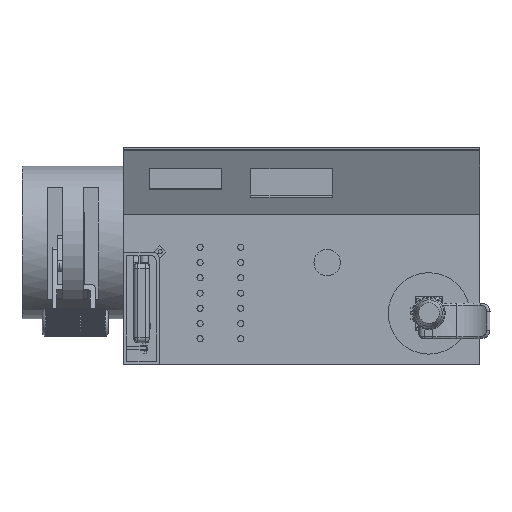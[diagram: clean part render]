
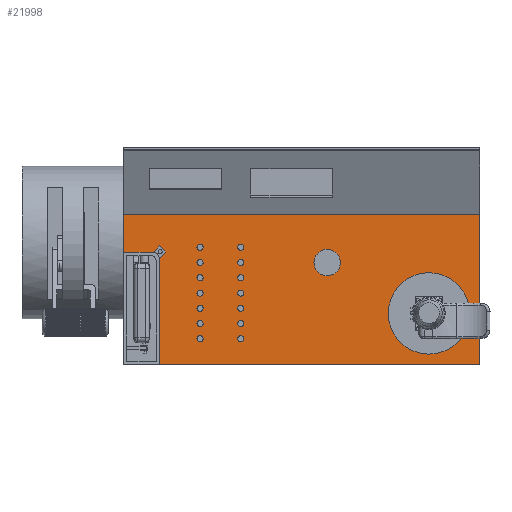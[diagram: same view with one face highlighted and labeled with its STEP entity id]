
A CAD part, top view. The second image highlights one B-rep face of the part: STEP entity #21998.
In plain terms, the highlighted planar face has unit normal (0, 0, 1).
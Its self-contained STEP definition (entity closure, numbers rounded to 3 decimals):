
#951=FACE_BOUND('',#4753,.T.);
#952=FACE_BOUND('',#4754,.T.);
#953=FACE_BOUND('',#4755,.T.);
#954=FACE_BOUND('',#4756,.T.);
#955=FACE_BOUND('',#4757,.T.);
#956=FACE_BOUND('',#4758,.T.);
#957=FACE_BOUND('',#4759,.T.);
#958=FACE_BOUND('',#4760,.T.);
#959=FACE_BOUND('',#4761,.T.);
#960=FACE_BOUND('',#4762,.T.);
#961=FACE_BOUND('',#4763,.T.);
#962=FACE_BOUND('',#4764,.T.);
#963=FACE_BOUND('',#4765,.T.);
#964=FACE_BOUND('',#4766,.T.);
#965=FACE_BOUND('',#4767,.T.);
#966=FACE_BOUND('',#4768,.T.);
#967=FACE_BOUND('',#4769,.T.);
#2205=PLANE('',#24052);
#3397=FACE_OUTER_BOUND('',#4752,.T.);
#4752=EDGE_LOOP('',(#20239,#20240,#20241,#20242,#20243,#20244,#20245));
#4753=EDGE_LOOP('',(#20246));
#4754=EDGE_LOOP('',(#20247));
#4755=EDGE_LOOP('',(#20248));
#4756=EDGE_LOOP('',(#20249));
#4757=EDGE_LOOP('',(#20250));
#4758=EDGE_LOOP('',(#20251));
#4759=EDGE_LOOP('',(#20252));
#4760=EDGE_LOOP('',(#20253));
#4761=EDGE_LOOP('',(#20254));
#4762=EDGE_LOOP('',(#20255));
#4763=EDGE_LOOP('',(#20256));
#4764=EDGE_LOOP('',(#20257));
#4765=EDGE_LOOP('',(#20258));
#4766=EDGE_LOOP('',(#20259));
#4767=EDGE_LOOP('',(#20260));
#4768=EDGE_LOOP('',(#20261));
#4769=EDGE_LOOP('',(#20262));
#6574=LINE('',#47228,#8415);
#6578=LINE('',#47240,#8419);
#6581=LINE('',#47246,#8422);
#6584=LINE('',#47252,#8425);
#6587=LINE('',#47258,#8428);
#6590=LINE('',#47262,#8431);
#8415=VECTOR('',#29286,10.);
#8419=VECTOR('',#29298,10.);
#8422=VECTOR('',#29303,10.);
#8425=VECTOR('',#29308,10.);
#8428=VECTOR('',#29313,10.);
#8431=VECTOR('',#29318,10.);
#9101=CIRCLE('',#23993,3.);
#9103=CIRCLE('',#23996,3.);
#9105=CIRCLE('',#23999,3.);
#9107=CIRCLE('',#24002,3.);
#9109=CIRCLE('',#24005,3.);
#9111=CIRCLE('',#24008,3.);
#9113=CIRCLE('',#24011,2.);
#9115=CIRCLE('',#24014,3.);
#9117=CIRCLE('',#24017,13.);
#9119=CIRCLE('',#24020,3.);
#9121=CIRCLE('',#24023,3.);
#9123=CIRCLE('',#24026,40.);
#9125=CIRCLE('',#24029,3.);
#9127=CIRCLE('',#24032,3.);
#9129=CIRCLE('',#24035,3.);
#9131=CIRCLE('',#24038,3.);
#9133=CIRCLE('',#24041,3.);
#9136=CIRCLE('',#24046,6.);
#11030=VERTEX_POINT('',#47120);
#11032=VERTEX_POINT('',#47126);
#11034=VERTEX_POINT('',#47132);
#11036=VERTEX_POINT('',#47138);
#11038=VERTEX_POINT('',#47144);
#11040=VERTEX_POINT('',#47150);
#11042=VERTEX_POINT('',#47156);
#11044=VERTEX_POINT('',#47162);
#11046=VERTEX_POINT('',#47168);
#11048=VERTEX_POINT('',#47174);
#11050=VERTEX_POINT('',#47180);
#11052=VERTEX_POINT('',#47186);
#11054=VERTEX_POINT('',#47192);
#11056=VERTEX_POINT('',#47198);
#11058=VERTEX_POINT('',#47204);
#11060=VERTEX_POINT('',#47210);
#11062=VERTEX_POINT('',#47216);
#11066=VERTEX_POINT('',#47225);
#11067=VERTEX_POINT('',#47227);
#11069=VERTEX_POINT('',#47233);
#11071=VERTEX_POINT('',#47239);
#11073=VERTEX_POINT('',#47245);
#11075=VERTEX_POINT('',#47251);
#11077=VERTEX_POINT('',#47257);
#14088=EDGE_CURVE('',#11030,#11030,#9101,.T.);
#14091=EDGE_CURVE('',#11032,#11032,#9103,.T.);
#14094=EDGE_CURVE('',#11034,#11034,#9105,.T.);
#14097=EDGE_CURVE('',#11036,#11036,#9107,.T.);
#14100=EDGE_CURVE('',#11038,#11038,#9109,.T.);
#14103=EDGE_CURVE('',#11040,#11040,#9111,.T.);
#14106=EDGE_CURVE('',#11042,#11042,#9113,.T.);
#14109=EDGE_CURVE('',#11044,#11044,#9115,.T.);
#14112=EDGE_CURVE('',#11046,#11046,#9117,.T.);
#14115=EDGE_CURVE('',#11048,#11048,#9119,.T.);
#14118=EDGE_CURVE('',#11050,#11050,#9121,.T.);
#14121=EDGE_CURVE('',#11052,#11052,#9123,.T.);
#14124=EDGE_CURVE('',#11054,#11054,#9125,.T.);
#14127=EDGE_CURVE('',#11056,#11056,#9127,.T.);
#14130=EDGE_CURVE('',#11058,#11058,#9129,.T.);
#14133=EDGE_CURVE('',#11060,#11060,#9131,.T.);
#14136=EDGE_CURVE('',#11062,#11062,#9133,.T.);
#14141=EDGE_CURVE('',#11067,#11066,#6574,.T.);
#14144=EDGE_CURVE('',#11069,#11067,#9136,.T.);
#14147=EDGE_CURVE('',#11071,#11069,#6578,.T.);
#14150=EDGE_CURVE('',#11073,#11071,#6581,.T.);
#14153=EDGE_CURVE('',#11075,#11073,#6584,.T.);
#14156=EDGE_CURVE('',#11077,#11075,#6587,.T.);
#14159=EDGE_CURVE('',#11066,#11077,#6590,.T.);
#20239=ORIENTED_EDGE('',*,*,#14159,.T.);
#20240=ORIENTED_EDGE('',*,*,#14156,.T.);
#20241=ORIENTED_EDGE('',*,*,#14153,.T.);
#20242=ORIENTED_EDGE('',*,*,#14150,.T.);
#20243=ORIENTED_EDGE('',*,*,#14147,.T.);
#20244=ORIENTED_EDGE('',*,*,#14144,.T.);
#20245=ORIENTED_EDGE('',*,*,#14141,.T.);
#20246=ORIENTED_EDGE('',*,*,#14136,.T.);
#20247=ORIENTED_EDGE('',*,*,#14133,.T.);
#20248=ORIENTED_EDGE('',*,*,#14130,.T.);
#20249=ORIENTED_EDGE('',*,*,#14127,.T.);
#20250=ORIENTED_EDGE('',*,*,#14124,.T.);
#20251=ORIENTED_EDGE('',*,*,#14121,.T.);
#20252=ORIENTED_EDGE('',*,*,#14118,.T.);
#20253=ORIENTED_EDGE('',*,*,#14115,.T.);
#20254=ORIENTED_EDGE('',*,*,#14112,.T.);
#20255=ORIENTED_EDGE('',*,*,#14109,.T.);
#20256=ORIENTED_EDGE('',*,*,#14106,.T.);
#20257=ORIENTED_EDGE('',*,*,#14103,.T.);
#20258=ORIENTED_EDGE('',*,*,#14100,.T.);
#20259=ORIENTED_EDGE('',*,*,#14097,.T.);
#20260=ORIENTED_EDGE('',*,*,#14094,.T.);
#20261=ORIENTED_EDGE('',*,*,#14091,.T.);
#20262=ORIENTED_EDGE('',*,*,#14088,.T.);
#21998=ADVANCED_FACE('',(#3397,#951,#952,#953,#954,#955,#956,#957,#958,
#959,#960,#961,#962,#963,#964,#965,#966,#967),#2205,.T.);
#23993=AXIS2_PLACEMENT_3D('',#47121,#29165,#29166);
#23996=AXIS2_PLACEMENT_3D('',#47127,#29172,#29173);
#23999=AXIS2_PLACEMENT_3D('',#47133,#29179,#29180);
#24002=AXIS2_PLACEMENT_3D('',#47139,#29186,#29187);
#24005=AXIS2_PLACEMENT_3D('',#47145,#29193,#29194);
#24008=AXIS2_PLACEMENT_3D('',#47151,#29200,#29201);
#24011=AXIS2_PLACEMENT_3D('',#47157,#29207,#29208);
#24014=AXIS2_PLACEMENT_3D('',#47163,#29214,#29215);
#24017=AXIS2_PLACEMENT_3D('',#47169,#29221,#29222);
#24020=AXIS2_PLACEMENT_3D('',#47175,#29228,#29229);
#24023=AXIS2_PLACEMENT_3D('',#47181,#29235,#29236);
#24026=AXIS2_PLACEMENT_3D('',#47187,#29242,#29243);
#24029=AXIS2_PLACEMENT_3D('',#47193,#29249,#29250);
#24032=AXIS2_PLACEMENT_3D('',#47199,#29256,#29257);
#24035=AXIS2_PLACEMENT_3D('',#47205,#29263,#29264);
#24038=AXIS2_PLACEMENT_3D('',#47211,#29270,#29271);
#24041=AXIS2_PLACEMENT_3D('',#47217,#29277,#29278);
#24046=AXIS2_PLACEMENT_3D('',#47234,#29292,#29293);
#24052=AXIS2_PLACEMENT_3D('',#47263,#29319,#29320);
#29165=DIRECTION('center_axis',(0.,0.,-1.));
#29166=DIRECTION('ref_axis',(1.,0.,0.));
#29172=DIRECTION('center_axis',(0.,0.,-1.));
#29173=DIRECTION('ref_axis',(1.,0.,0.));
#29179=DIRECTION('center_axis',(0.,0.,-1.));
#29180=DIRECTION('ref_axis',(1.,0.,0.));
#29186=DIRECTION('center_axis',(0.,0.,-1.));
#29187=DIRECTION('ref_axis',(1.,0.,0.));
#29193=DIRECTION('center_axis',(0.,0.,-1.));
#29194=DIRECTION('ref_axis',(1.,0.,0.));
#29200=DIRECTION('center_axis',(0.,0.,-1.));
#29201=DIRECTION('ref_axis',(1.,0.,0.));
#29207=DIRECTION('center_axis',(0.,0.,-1.));
#29208=DIRECTION('ref_axis',(1.,0.,0.));
#29214=DIRECTION('center_axis',(0.,0.,-1.));
#29215=DIRECTION('ref_axis',(1.,0.,0.));
#29221=DIRECTION('center_axis',(0.,0.,-1.));
#29222=DIRECTION('ref_axis',(1.,0.,0.));
#29228=DIRECTION('center_axis',(0.,0.,-1.));
#29229=DIRECTION('ref_axis',(1.,0.,0.));
#29235=DIRECTION('center_axis',(0.,0.,-1.));
#29236=DIRECTION('ref_axis',(1.,0.,0.));
#29242=DIRECTION('center_axis',(0.,0.,-1.));
#29243=DIRECTION('ref_axis',(1.,0.,0.));
#29249=DIRECTION('center_axis',(0.,0.,-1.));
#29250=DIRECTION('ref_axis',(1.,0.,0.));
#29256=DIRECTION('center_axis',(0.,0.,-1.));
#29257=DIRECTION('ref_axis',(1.,0.,0.));
#29263=DIRECTION('center_axis',(0.,0.,-1.));
#29264=DIRECTION('ref_axis',(1.,0.,0.));
#29270=DIRECTION('center_axis',(0.,0.,-1.));
#29271=DIRECTION('ref_axis',(1.,0.,0.));
#29277=DIRECTION('center_axis',(0.,0.,-1.));
#29278=DIRECTION('ref_axis',(1.,0.,0.));
#29286=DIRECTION('',(0.,-1.,0.));
#29292=DIRECTION('center_axis',(0.,0.,-1.));
#29293=DIRECTION('ref_axis',(1.,0.,0.));
#29298=DIRECTION('',(1.,0.,0.));
#29303=DIRECTION('',(0.,-1.,0.));
#29308=DIRECTION('',(-1.,0.,0.));
#29313=DIRECTION('',(0.,1.,0.));
#29318=DIRECTION('',(1.,0.,0.));
#29319=DIRECTION('center_axis',(0.,0.,1.));
#29320=DIRECTION('ref_axis',(1.,0.,0.));
#47120=CARTESIAN_POINT('',(112.,115.,93.));
#47121=CARTESIAN_POINT('Origin',(115.,115.,93.));
#47126=CARTESIAN_POINT('',(72.,115.,93.));
#47127=CARTESIAN_POINT('Origin',(75.,115.,93.));
#47132=CARTESIAN_POINT('',(112.,100.,93.));
#47133=CARTESIAN_POINT('Origin',(115.,100.,93.));
#47138=CARTESIAN_POINT('',(72.,100.,93.));
#47139=CARTESIAN_POINT('Origin',(75.,100.,93.));
#47144=CARTESIAN_POINT('',(112.,85.,93.));
#47145=CARTESIAN_POINT('Origin',(115.,85.,93.));
#47150=CARTESIAN_POINT('',(72.,85.,93.));
#47151=CARTESIAN_POINT('Origin',(75.,85.,93.));
#47156=CARTESIAN_POINT('',(33.707,110.707,93.));
#47157=CARTESIAN_POINT('Origin',(35.707,110.707,93.));
#47162=CARTESIAN_POINT('',(112.,40.,93.));
#47163=CARTESIAN_POINT('Origin',(115.,40.,93.));
#47168=CARTESIAN_POINT('',(187.,100.,93.));
#47169=CARTESIAN_POINT('Origin',(200.,100.,93.));
#47174=CARTESIAN_POINT('',(72.,55.,93.));
#47175=CARTESIAN_POINT('Origin',(75.,55.,93.));
#47180=CARTESIAN_POINT('',(112.,55.,93.));
#47181=CARTESIAN_POINT('Origin',(115.,55.,93.));
#47186=CARTESIAN_POINT('',(260.,50.,93.));
#47187=CARTESIAN_POINT('Origin',(300.,50.,93.));
#47192=CARTESIAN_POINT('',(112.,25.,93.));
#47193=CARTESIAN_POINT('Origin',(115.,25.,93.));
#47198=CARTESIAN_POINT('',(72.,40.,93.));
#47199=CARTESIAN_POINT('Origin',(75.,40.,93.));
#47204=CARTESIAN_POINT('',(72.,70.,93.));
#47205=CARTESIAN_POINT('Origin',(75.,70.,93.));
#47210=CARTESIAN_POINT('',(112.,70.,93.));
#47211=CARTESIAN_POINT('Origin',(115.,70.,93.));
#47216=CARTESIAN_POINT('',(72.,25.,93.));
#47217=CARTESIAN_POINT('Origin',(75.,25.,93.));
#47225=CARTESIAN_POINT('',(35.,0.,93.));
#47227=CARTESIAN_POINT('',(35.,104.,93.));
#47228=CARTESIAN_POINT('',(35.,104.,93.));
#47233=CARTESIAN_POINT('',(29.,110.,93.));
#47234=CARTESIAN_POINT('Origin',(29.,104.,93.));
#47239=CARTESIAN_POINT('',(0.,110.,93.));
#47240=CARTESIAN_POINT('',(29.,110.,93.));
#47245=CARTESIAN_POINT('',(0.,147.5,93.));
#47246=CARTESIAN_POINT('',(0.,147.5,93.));
#47251=CARTESIAN_POINT('',(350.,147.5,93.));
#47252=CARTESIAN_POINT('',(350.,147.5,93.));
#47257=CARTESIAN_POINT('',(350.,0.,93.));
#47258=CARTESIAN_POINT('',(350.,0.,93.));
#47262=CARTESIAN_POINT('',(0.,0.,93.));
#47263=CARTESIAN_POINT('Origin',(175.,73.75,93.));
